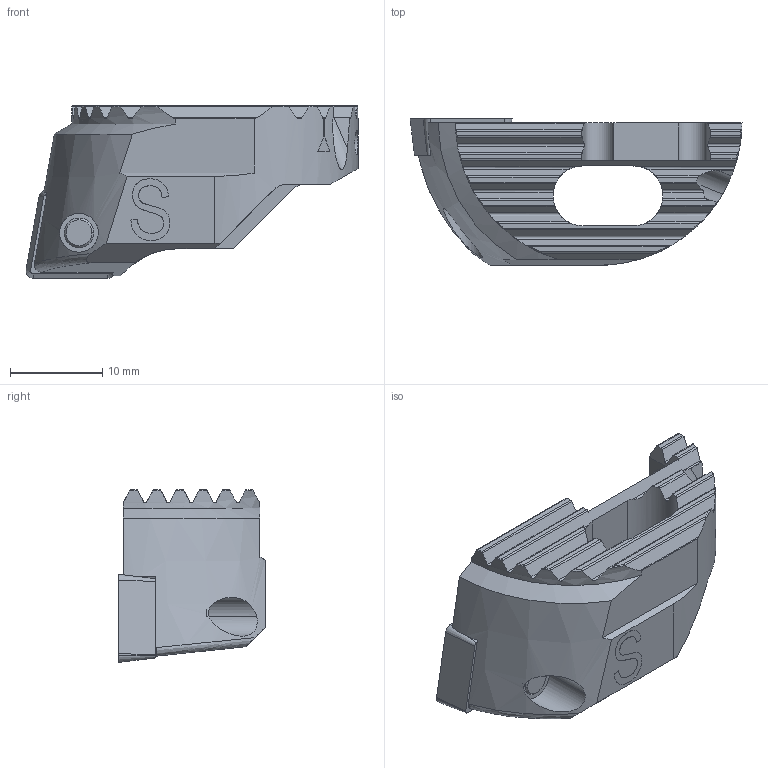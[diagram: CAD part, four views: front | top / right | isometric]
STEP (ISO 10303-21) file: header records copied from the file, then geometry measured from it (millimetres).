
FILE_DESCRIPTION(('no description'),'unknown implementation level');
FILE_NAME('CE2630A7-968D-42F2-B04E-E10CFB88B76C_export.stp',' ',('CIMSOURCE GmbH'),('CADClick - KiM GmbH - www.kimweb.de'),'unknown preprocess','ACIS','unknown authorization');
FILE_SCHEMA(('automotive_design'));
Length unit declared in the file: millimetre
Products named in the file (3): 639.435 Kaiser 41-51 SW32 CC09 S|654.952 Kaiser CCMT 09T308 K20C;Kombinieren1; 639.435 Kaiser 41-51 SW32 CC09 S|694.141 Kaiser ETL M4x9.2 T15 IP 10S;Kreismuster1; 639.435 Kaiser 41-51 SW32 CC09 S|639.435 Kaiser 41-51 SW32 CC09 S;Marke hinten
Bounding box: 35.92 x 15.87 x 18.7 mm (x, y, z)
Volume: 3964.4 mm3; surface area: 3097.3 mm2
Topology: 3 solids, 3 shells, 243 faces, 677 edges, 442 vertices
Faces by surface type: plane 87, cylinder 86, cone 31, bspline 29, torus 10
Entity records: 19379 total; most frequent: CARTESIAN_POINT 5726, STYLED_ITEM 1365, PRESENTATION_STYLE_ASSIGNMENT 1365, COLOUR_RGB 1365, ORIENTED_EDGE 1354, DIRECTION 1183, EDGE_CURVE 677, CURVE_STYLE 677
